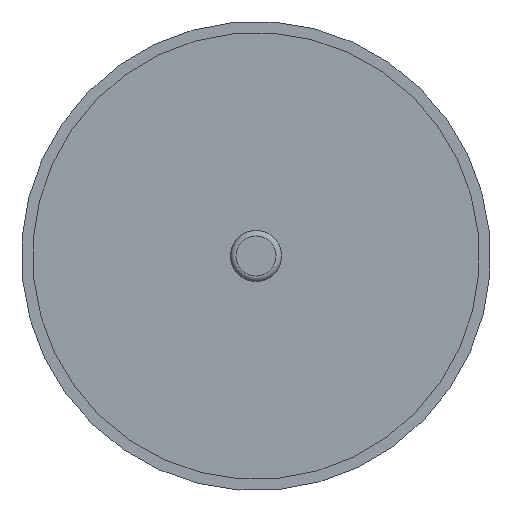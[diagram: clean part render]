
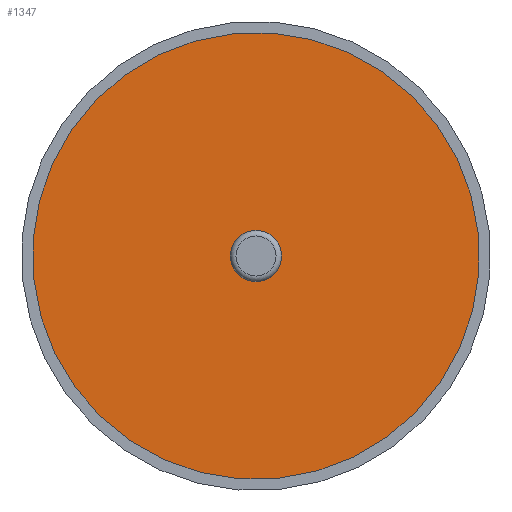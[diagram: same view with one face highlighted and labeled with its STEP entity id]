
A CAD part, front view. The second image highlights one B-rep face of the part: STEP entity #1347.
In plain terms, the highlighted planar face has unit normal (0, -1, 0).
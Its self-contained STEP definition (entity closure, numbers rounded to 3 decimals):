
#181=FACE_BOUND('',#344,.T.);
#257=FACE_OUTER_BOUND('',#343,.T.);
#343=EDGE_LOOP('',(#1167,#1168));
#344=EDGE_LOOP('',(#1169));
#394=CIRCLE('',#1472,2.29);
#395=CIRCLE('',#1474,20.);
#396=CIRCLE('',#1475,20.);
#533=VERTEX_POINT('',#2315);
#534=VERTEX_POINT('',#2319);
#535=VERTEX_POINT('',#2320);
#708=EDGE_CURVE('',#533,#533,#394,.T.);
#709=EDGE_CURVE('',#534,#535,#395,.T.);
#710=EDGE_CURVE('',#535,#534,#396,.T.);
#1167=ORIENTED_EDGE('',*,*,#709,.T.);
#1168=ORIENTED_EDGE('',*,*,#710,.T.);
#1169=ORIENTED_EDGE('',*,*,#708,.F.);
#1194=PLANE('',#1561);
#1347=ADVANCED_FACE('',(#257,#181),#1194,.T.);
#1472=AXIS2_PLACEMENT_3D('',#2317,#1788,#1789);
#1474=AXIS2_PLACEMENT_3D('',#2321,#1792,#1793);
#1475=AXIS2_PLACEMENT_3D('',#2322,#1794,#1795);
#1561=AXIS2_PLACEMENT_3D('',#2472,#1975,#1976);
#1788=DIRECTION('center_axis',(0.,-1.,0.));
#1789=DIRECTION('ref_axis',(-1.,0.,0.));
#1792=DIRECTION('center_axis',(0.,-1.,0.));
#1793=DIRECTION('ref_axis',(0.995,0.,0.102));
#1794=DIRECTION('center_axis',(0.,-1.,0.));
#1795=DIRECTION('ref_axis',(0.995,0.,0.102));
#1975=DIRECTION('center_axis',(0.,-1.,0.));
#1976=DIRECTION('ref_axis',(0.102,0.,-0.995));
#2315=CARTESIAN_POINT('',(2.29,-38.555,0.));
#2317=CARTESIAN_POINT('Origin',(0.,-38.555,
0.));
#2319=CARTESIAN_POINT('',(19.897,-38.555,2.031));
#2320=CARTESIAN_POINT('',(-19.897,-38.555,-2.031));
#2321=CARTESIAN_POINT('Origin',(0.,-38.555,
0.));
#2322=CARTESIAN_POINT('Origin',(0.,-38.555,
0.));
#2472=CARTESIAN_POINT('Origin',(9.948,-38.555,1.015));
